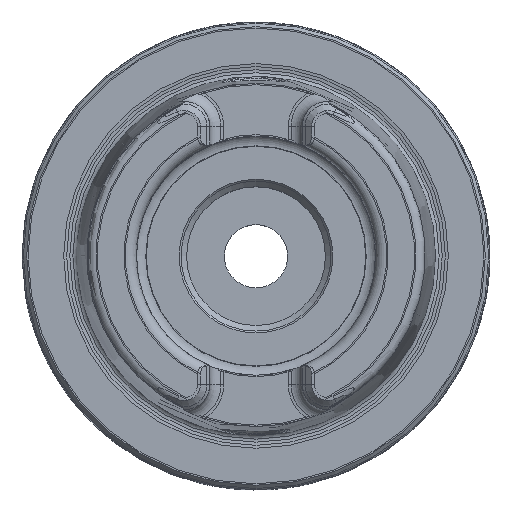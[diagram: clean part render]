
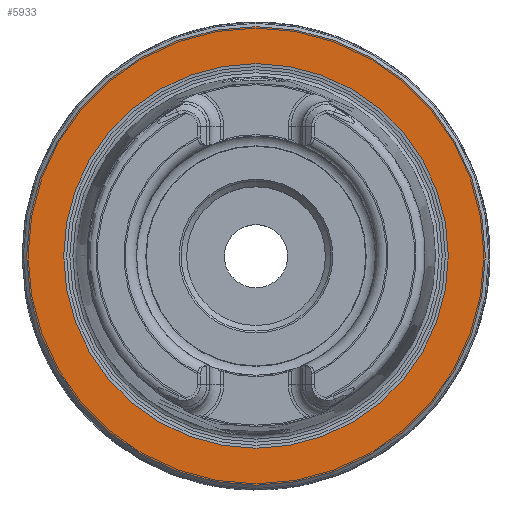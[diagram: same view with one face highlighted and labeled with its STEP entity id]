
A CAD part, top view. The second image highlights one B-rep face of the part: STEP entity #5933.
In plain terms, the highlighted planar face has unit normal (0, 0, 1).
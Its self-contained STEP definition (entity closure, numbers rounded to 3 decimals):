
#614=PLANE('',#6385);
#1576=ORIENTED_EDGE('',*,*,#2397,.T.);
#1577=ORIENTED_EDGE('',*,*,#2396,.F.);
#2396=EDGE_CURVE('',#2856,#2856,#3088,.T.);
#2397=EDGE_CURVE('',#2857,#2857,#3089,.T.);
#2856=VERTEX_POINT('',#9452);
#2857=VERTEX_POINT('',#9455);
#3088=CIRCLE('',#6384,20.672);
#3089=CIRCLE('',#6386,24.65);
#3378=EDGE_LOOP('',(#1576));
#3379=EDGE_LOOP('',(#1577));
#3746=FACE_BOUND('',#3378,.T.);
#3747=FACE_BOUND('',#3379,.T.);
#5933=ADVANCED_FACE('',(#3746,#3747),#614,.T.);
#6384=AXIS2_PLACEMENT_3D('',#9451,#7377,#7378);
#6385=AXIS2_PLACEMENT_3D('',#9453,#7379,#7380);
#6386=AXIS2_PLACEMENT_3D('',#9454,#7381,#7382);
#7377=DIRECTION('',(0.,0.,1.));
#7378=DIRECTION('',(1.,0.,0.));
#7379=DIRECTION('',(0.,0.,1.));
#7380=DIRECTION('',(1.,0.,0.));
#7381=DIRECTION('',(0.,0.,1.));
#7382=DIRECTION('',(1.,0.,0.));
#9451=CARTESIAN_POINT('',(0.,0.,0.2));
#9452=CARTESIAN_POINT('',(20.672,0.,0.2));
#9453=CARTESIAN_POINT('',(20.672,0.,0.2));
#9454=CARTESIAN_POINT('',(0.,0.,0.2));
#9455=CARTESIAN_POINT('',(24.65,0.,0.2));
